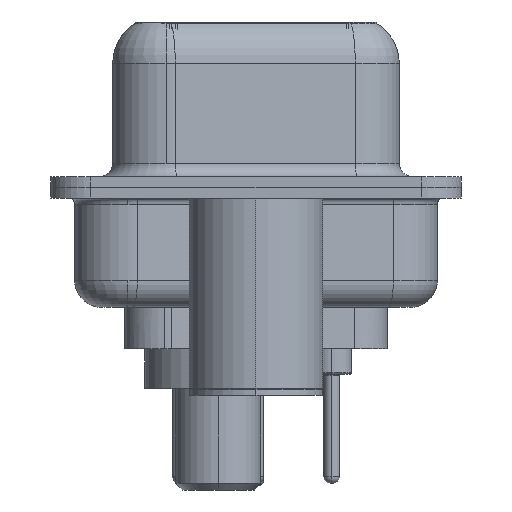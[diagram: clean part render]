
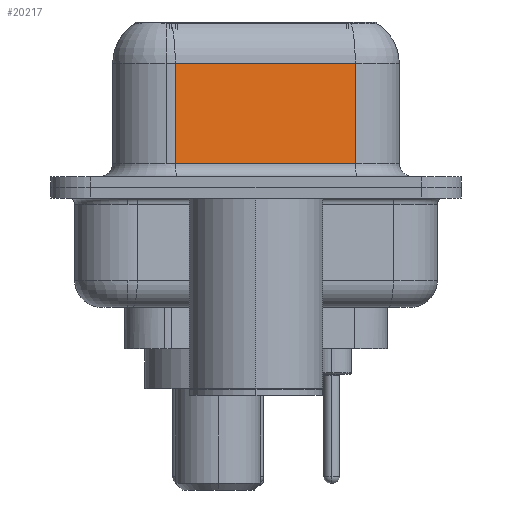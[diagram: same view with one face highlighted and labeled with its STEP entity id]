
A CAD part, left-side view. The second image highlights one B-rep face of the part: STEP entity #20217.
In plain terms, the highlighted planar face has unit normal (-0.985, -0.174, 0).
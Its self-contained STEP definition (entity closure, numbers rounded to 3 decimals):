
#114 = ORIENTED_EDGE ( 'NONE', *, *, #549, .T. ) ;
#162 = ORIENTED_EDGE ( 'NONE', *, *, #4440, .T. ) ;
#497 = ORIENTED_EDGE ( 'NONE', *, *, #23035, .T. ) ;
#549 = EDGE_CURVE ( 'NONE', #16607, #27099, #15880, .T. ) ;
#1643 = DIRECTION ( 'NONE',  ( -0.174, 0.985, 0. ) ) ;
#3453 = EDGE_CURVE ( 'NONE', #4727, #23458, #34131, .T. ) ;
#4440 = EDGE_CURVE ( 'NONE', #27099, #23458, #15954, .T. ) ;
#4727 = VERTEX_POINT ( 'NONE', #31200 ) ;
#6825 = DIRECTION ( 'NONE',  ( 0.985, 0.174, 0. ) ) ;
#7931 = CARTESIAN_POINT ( 'NONE',  ( 5.621, -3.722, 0.9 ) ) ;
#9113 = EDGE_LOOP ( 'NONE', ( #17610, #497, #114, #162 ) ) ;
#10015 = AXIS2_PLACEMENT_3D ( 'NONE', #12218, #6825, #1643 ) ;
#10707 = CARTESIAN_POINT ( 'NONE',  ( 4.43, 3.028, 4.65 ) ) ;
#12218 = CARTESIAN_POINT ( 'NONE',  ( 5.621, -3.722, 6.4 ) ) ;
#12510 = CARTESIAN_POINT ( 'NONE',  ( 5.621, -3.722, 0.9 ) ) ;
#13816 = CARTESIAN_POINT ( 'NONE',  ( 5.621, -3.722, 4.65 ) ) ;
#15880 = LINE ( 'NONE', #19101, #25106 ) ;
#15954 = LINE ( 'NONE', #7931, #30241 ) ;
#16477 = DIRECTION ( 'NONE',  ( 0., 0., -1. ) ) ;
#16607 = VERTEX_POINT ( 'NONE', #10707 ) ;
#17304 = LINE ( 'NONE', #13816, #26958 ) ;
#17590 = PLANE ( 'NONE',  #10015 ) ;
#17610 = ORIENTED_EDGE ( 'NONE', *, *, #3453, .F. ) ;
#19101 = CARTESIAN_POINT ( 'NONE',  ( 4.43, 3.028, 6.4 ) ) ;
#20217 = ADVANCED_FACE ( 'NONE', ( #21254 ), #17590, .F. ) ;
#21254 = FACE_OUTER_BOUND ( 'NONE', #9113, .T. ) ;
#21955 = CARTESIAN_POINT ( 'NONE',  ( 4.43, 3.028, 0.9 ) ) ;
#23035 = EDGE_CURVE ( 'NONE', #4727, #16607, #17304, .T. ) ;
#23458 = VERTEX_POINT ( 'NONE', #12510 ) ;
#24457 = DIRECTION ( 'NONE',  ( -0.174, 0.985, 0. ) ) ;
#25106 = VECTOR ( 'NONE', #16477, 1000. ) ;
#26658 = DIRECTION ( 'NONE',  ( 0.174, -0.985, 0. ) ) ;
#26662 = CARTESIAN_POINT ( 'NONE',  ( 5.621, -3.722, 6.4 ) ) ;
#26958 = VECTOR ( 'NONE', #24457, 1000. ) ;
#27099 = VERTEX_POINT ( 'NONE', #21955 ) ;
#29264 = DIRECTION ( 'NONE',  ( 0., 0., -1. ) ) ;
#30241 = VECTOR ( 'NONE', #26658, 1000. ) ;
#31200 = CARTESIAN_POINT ( 'NONE',  ( 5.621, -3.722, 4.65 ) ) ;
#33282 = VECTOR ( 'NONE', #29264, 1000. ) ;
#34131 = LINE ( 'NONE', #26662, #33282 ) ;
